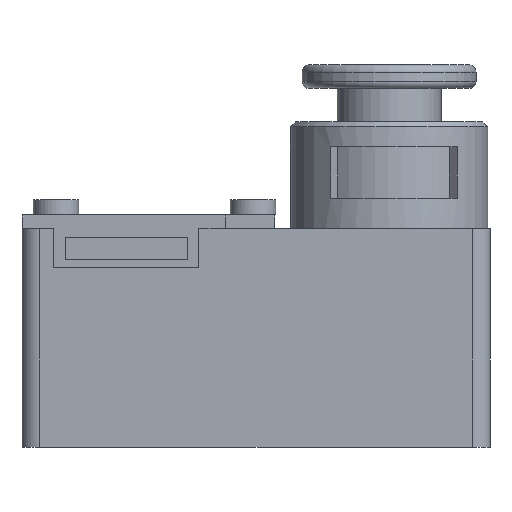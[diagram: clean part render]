
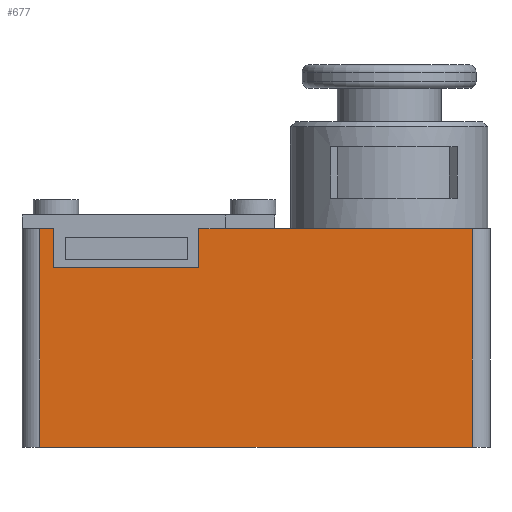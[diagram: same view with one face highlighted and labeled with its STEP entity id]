
A CAD part, front view. The second image highlights one B-rep face of the part: STEP entity #677.
In plain terms, the highlighted planar face has unit normal (0, -1, 0).
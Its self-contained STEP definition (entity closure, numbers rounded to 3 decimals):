
#71=CARTESIAN_POINT('',(-10.036,1.399,105.988));
#72=VERTEX_POINT('',#71);
#81=CARTESIAN_POINT('',(-7.117,1.399,105.988));
#82=VERTEX_POINT('',#81);
#83=CARTESIAN_POINT('',(-10.036,1.399,105.988));
#84=CARTESIAN_POINT('',(-7.117,1.399,105.988));
#85=B_SPLINE_CURVE_WITH_KNOTS('',1,(#83,#84),.UNSPECIFIED.,.F.,.F.,(2,2),(-0.,0.003),.UNSPECIFIED.);
#86=EDGE_CURVE('',#72,#82,#85,.T.);
#110=CARTESIAN_POINT('',(-11.63,1.399,105.988));
#111=VERTEX_POINT('',#110);
#112=CARTESIAN_POINT('',(-11.63,1.399,105.988));
#113=DIRECTION('',(1.,-0.,-0.));
#114=VECTOR('',#113,1.594);
#115=LINE('',#112,#114);
#116=EDGE_CURVE('',#111,#72,#115,.T.);
#148=CARTESIAN_POINT('',(-21.089,1.399,105.988));
#149=VERTEX_POINT('',#148);
#150=CARTESIAN_POINT('',(-20.261,1.399,105.988));
#151=VERTEX_POINT('',#150);
#152=CARTESIAN_POINT('',(-21.089,1.399,105.988));
#153=DIRECTION('',(1.,-0.,-0.));
#154=VECTOR('',#153,0.827);
#155=LINE('',#152,#154);
#156=EDGE_CURVE('',#149,#151,#155,.T.);
#284=CARTESIAN_POINT('',(-20.261,1.399,103.667));
#285=VERTEX_POINT('',#284);
#286=CARTESIAN_POINT('',(-20.261,1.399,103.667));
#287=DIRECTION('',(0.,0.,1.));
#288=VECTOR('',#287,2.321);
#289=LINE('',#286,#288);
#290=EDGE_CURVE('',#285,#151,#289,.T.);
#309=CARTESIAN_POINT('',(-11.63,1.399,103.667));
#310=VERTEX_POINT('',#309);
#317=CARTESIAN_POINT('',(-11.63,1.399,103.667));
#318=DIRECTION('',(0.,0.,1.));
#319=VECTOR('',#318,2.321);
#320=LINE('',#317,#319);
#321=EDGE_CURVE('',#310,#111,#320,.T.);
#331=CARTESIAN_POINT('',(-11.63,1.399,103.667));
#332=DIRECTION('',(-1.,0.,0.));
#333=VECTOR('',#332,8.631);
#334=LINE('',#331,#333);
#335=EDGE_CURVE('',#310,#285,#334,.T.);
#634=CARTESIAN_POINT('',(-10.036,1.399,102.973));
#635=DIRECTION('',(0.,-1.,0.));
#636=DIRECTION('',(0.,-0.,-1.));
#637=AXIS2_PLACEMENT_3D('',#634,#635,#636);
#638=PLANE('',#637);
#639=ORIENTED_EDGE('',*,*,#86,.F.);
#640=ORIENTED_EDGE('',*,*,#116,.F.);
#641=ORIENTED_EDGE('',*,*,#321,.F.);
#642=ORIENTED_EDGE('',*,*,#335,.T.);
#643=ORIENTED_EDGE('',*,*,#290,.T.);
#644=ORIENTED_EDGE('',*,*,#156,.F.);
#645=CARTESIAN_POINT('',(-21.089,1.399,92.988));
#646=VERTEX_POINT('',#645);
#647=CARTESIAN_POINT('',(-21.089,1.399,105.988));
#648=DIRECTION('',(0.,-0.,-1.));
#649=VECTOR('',#648,13.);
#650=LINE('',#647,#649);
#651=EDGE_CURVE('',#149,#646,#650,.T.);
#652=ORIENTED_EDGE('',*,*,#651,.T.);
#653=CARTESIAN_POINT('',(4.646,1.399,92.988));
#654=VERTEX_POINT('',#653);
#655=CARTESIAN_POINT('',(-21.089,1.399,92.988));
#656=DIRECTION('',(1.,-0.,0.));
#657=VECTOR('',#656,25.734);
#658=LINE('',#655,#657);
#659=EDGE_CURVE('',#646,#654,#658,.T.);
#660=ORIENTED_EDGE('',*,*,#659,.T.);
#661=CARTESIAN_POINT('',(4.646,1.399,105.988));
#662=VERTEX_POINT('',#661);
#663=CARTESIAN_POINT('',(4.646,1.399,92.988));
#664=DIRECTION('',(0.,0.,1.));
#665=VECTOR('',#664,13.);
#666=LINE('',#663,#665);
#667=EDGE_CURVE('',#654,#662,#666,.T.);
#668=ORIENTED_EDGE('',*,*,#667,.T.);
#669=CARTESIAN_POINT('',(-7.117,1.399,105.988));
#670=DIRECTION('',(1.,-0.,-0.));
#671=VECTOR('',#670,11.762);
#672=LINE('',#669,#671);
#673=EDGE_CURVE('',#82,#662,#672,.T.);
#674=ORIENTED_EDGE('',*,*,#673,.F.);
#675=EDGE_LOOP('',(#639,#640,#641,#642,#643,#644,#652,#660,#668,#674));
#676=FACE_BOUND('',#675,.T.);
#677=ADVANCED_FACE('',(#676),#638,.T.);
